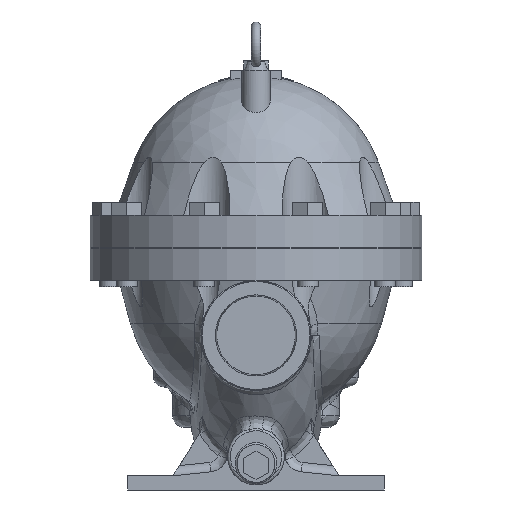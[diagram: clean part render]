
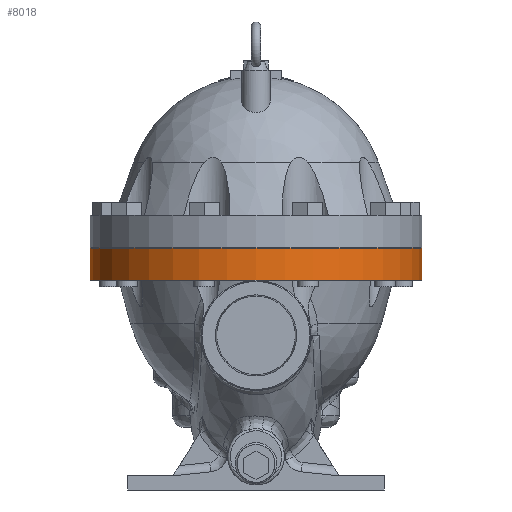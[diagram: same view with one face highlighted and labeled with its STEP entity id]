
A CAD part, left-side view. The second image highlights one B-rep face of the part: STEP entity #8018.
In plain terms, the highlighted cylindrical face has radius 175 mm (diameter 350 mm), a partial arc.
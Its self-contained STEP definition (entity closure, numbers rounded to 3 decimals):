
#671=CIRCLE('',#8568,175.);
#694=CIRCLE('',#8603,175.);
#695=CIRCLE('',#8604,175.);
#997=CYLINDRICAL_SURFACE('',#8602,175.);
#1219=FACE_OUTER_BOUND('',#1771,.T.);
#1771=EDGE_LOOP('',(#5737,#5738,#5739,#5740,#5741));
#2431=LINE('',#12956,#2938);
#2432=LINE('',#12960,#2939);
#2938=VECTOR('',#9785,34.);
#2939=VECTOR('',#9790,34.);
#3317=VERTEX_POINT('',#11587);
#3495=VERTEX_POINT('',#12811);
#3496=VERTEX_POINT('',#12812);
#3537=VERTEX_POINT('',#12955);
#3538=VERTEX_POINT('',#12958);
#4347=EDGE_CURVE('',#3495,#3496,#671,.T.);
#4394=EDGE_CURVE('',#3495,#3537,#2431,.T.);
#4395=EDGE_CURVE('',#3317,#3537,#694,.T.);
#4396=EDGE_CURVE('',#3538,#3317,#695,.T.);
#4397=EDGE_CURVE('',#3496,#3538,#2432,.T.);
#5737=ORIENTED_EDGE('',*,*,#4347,.F.);
#5738=ORIENTED_EDGE('',*,*,#4394,.T.);
#5739=ORIENTED_EDGE('',*,*,#4395,.F.);
#5740=ORIENTED_EDGE('',*,*,#4396,.F.);
#5741=ORIENTED_EDGE('',*,*,#4397,.F.);
#8018=ADVANCED_FACE('',(#1219),#997,.T.);
#8568=AXIS2_PLACEMENT_3D('',#12813,#9696,#9697);
#8602=AXIS2_PLACEMENT_3D('',#12954,#9783,#9784);
#8603=AXIS2_PLACEMENT_3D('',#12957,#9786,#9787);
#8604=AXIS2_PLACEMENT_3D('',#12959,#9788,#9789);
#9696=DIRECTION('center_axis',(0.,0.,1.));
#9697=DIRECTION('ref_axis',(0.,1.,0.));
#9783=DIRECTION('center_axis',(0.,0.,-1.));
#9784=DIRECTION('ref_axis',(0.,1.,0.));
#9785=DIRECTION('',(0.,0.,-1.));
#9786=DIRECTION('center_axis',(0.,0.,-1.));
#9787=DIRECTION('ref_axis',(0.,1.,0.));
#9788=DIRECTION('center_axis',(0.,0.,-1.));
#9789=DIRECTION('ref_axis',(0.,1.,0.));
#9790=DIRECTION('',(0.,0.,-1.));
#11587=CARTESIAN_POINT('',(-265.,0.,-34.));
#12811=CARTESIAN_POINT('',(-90.,175.,0.));
#12812=CARTESIAN_POINT('',(-90.,-175.,0.));
#12813=CARTESIAN_POINT('Origin',(-90.,0.,0.));
#12954=CARTESIAN_POINT('Origin',(-90.,0.,0.));
#12955=CARTESIAN_POINT('',(-90.,175.,-34.));
#12956=CARTESIAN_POINT('',(-90.,175.,0.));
#12957=CARTESIAN_POINT('Origin',(-90.,0.,-34.));
#12958=CARTESIAN_POINT('',(-90.,-175.,-34.));
#12959=CARTESIAN_POINT('Origin',(-90.,0.,-34.));
#12960=CARTESIAN_POINT('',(-90.,-175.,0.));
